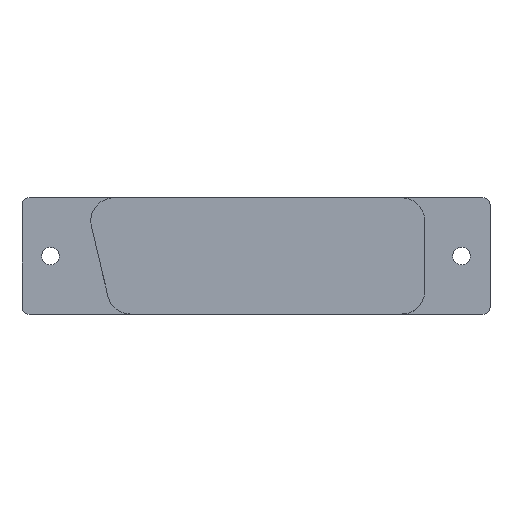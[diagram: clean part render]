
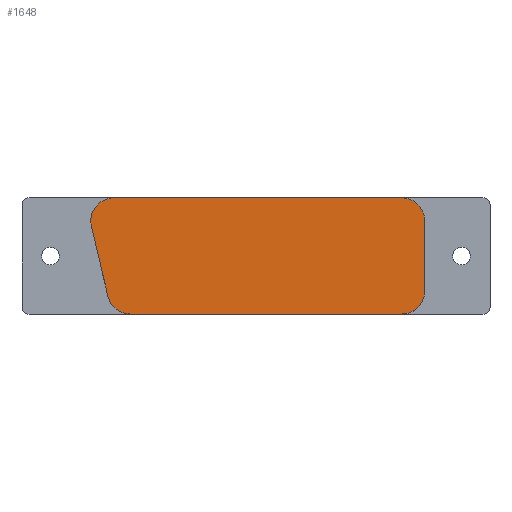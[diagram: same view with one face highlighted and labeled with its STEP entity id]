
A CAD part, top view. The second image highlights one B-rep face of the part: STEP entity #1648.
In plain terms, the highlighted planar face has unit normal (0, 0, 1).
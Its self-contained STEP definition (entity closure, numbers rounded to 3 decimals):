
#418 = VERTEX_POINT('',#419);
#419 = CARTESIAN_POINT('',(-20.,8.2,7.25));
#425 = EDGE_CURVE('',#418,#426,#428,.T.);
#426 = VERTEX_POINT('',#427);
#427 = CARTESIAN_POINT('',(20.5,8.2,7.25));
#428 = LINE('',#429,#430);
#429 = CARTESIAN_POINT('',(-20.,8.2,7.25));
#430 = VECTOR('',#431,1.);
#431 = DIRECTION('',(1.,0.,0.));
#666 = EDGE_CURVE('',#418,#667,#669,.T.);
#667 = VERTEX_POINT('',#668);
#668 = CARTESIAN_POINT('',(-23.211,4.137,7.25));
#669 = CIRCLE('',#670,3.3);
#670 = AXIS2_PLACEMENT_3D('',#671,#672,#673);
#671 = CARTESIAN_POINT('',(-20.,4.9,7.25));
#672 = DIRECTION('',(0.,0.,1.));
#673 = DIRECTION('',(1.,0.,0.));
#691 = EDGE_CURVE('',#667,#692,#694,.T.);
#692 = VERTEX_POINT('',#693);
#693 = CARTESIAN_POINT('',(-20.881,-5.663,7.25));
#694 = LINE('',#695,#696);
#695 = CARTESIAN_POINT('',(-23.211,4.137,7.25));
#696 = VECTOR('',#697,1.);
#697 = DIRECTION('',(0.231,-0.973,0.));
#715 = EDGE_CURVE('',#692,#716,#718,.T.);
#716 = VERTEX_POINT('',#717);
#717 = CARTESIAN_POINT('',(-17.671,-8.2,7.25));
#718 = CIRCLE('',#719,3.3);
#719 = AXIS2_PLACEMENT_3D('',#720,#721,#722);
#720 = CARTESIAN_POINT('',(-17.671,-4.9,7.25));
#721 = DIRECTION('',(0.,0.,1.));
#722 = DIRECTION('',(1.,0.,0.));
#1628 = VERTEX_POINT('',#1629);
#1629 = CARTESIAN_POINT('',(23.8,4.9,7.25));
#1635 = EDGE_CURVE('',#1628,#426,#1636,.T.);
#1636 = CIRCLE('',#1637,3.3);
#1637 = AXIS2_PLACEMENT_3D('',#1638,#1639,#1640);
#1638 = CARTESIAN_POINT('',(20.5,4.9,7.25));
#1639 = DIRECTION('',(0.,0.,1.));
#1640 = DIRECTION('',(1.,0.,0.));
#1648 = ADVANCED_FACE('',(#1649),#1679,.T.);
#1649 = FACE_BOUND('',#1650,.F.);
#1650 = EDGE_LOOP('',(#1651,#1652,#1653,#1661,#1670,#1676,#1677,#1678));
#1651 = ORIENTED_EDGE('',*,*,#425,.T.);
#1652 = ORIENTED_EDGE('',*,*,#1635,.F.);
#1653 = ORIENTED_EDGE('',*,*,#1654,.T.);
#1654 = EDGE_CURVE('',#1628,#1655,#1657,.T.);
#1655 = VERTEX_POINT('',#1656);
#1656 = CARTESIAN_POINT('',(23.8,-4.9,7.25));
#1657 = LINE('',#1658,#1659);
#1658 = CARTESIAN_POINT('',(23.8,4.9,7.25));
#1659 = VECTOR('',#1660,1.);
#1660 = DIRECTION('',(0.,-1.,0.));
#1661 = ORIENTED_EDGE('',*,*,#1662,.F.);
#1662 = EDGE_CURVE('',#1663,#1655,#1665,.T.);
#1663 = VERTEX_POINT('',#1664);
#1664 = CARTESIAN_POINT('',(20.5,-8.2,7.25));
#1665 = CIRCLE('',#1666,3.3);
#1666 = AXIS2_PLACEMENT_3D('',#1667,#1668,#1669);
#1667 = CARTESIAN_POINT('',(20.5,-4.9,7.25));
#1668 = DIRECTION('',(0.,0.,1.));
#1669 = DIRECTION('',(1.,0.,0.));
#1670 = ORIENTED_EDGE('',*,*,#1671,.T.);
#1671 = EDGE_CURVE('',#1663,#716,#1672,.T.);
#1672 = LINE('',#1673,#1674);
#1673 = CARTESIAN_POINT('',(20.5,-8.2,7.25));
#1674 = VECTOR('',#1675,1.);
#1675 = DIRECTION('',(-1.,0.,0.));
#1676 = ORIENTED_EDGE('',*,*,#715,.F.);
#1677 = ORIENTED_EDGE('',*,*,#691,.F.);
#1678 = ORIENTED_EDGE('',*,*,#666,.F.);
#1679 = PLANE('',#1680);
#1680 = AXIS2_PLACEMENT_3D('',#1681,#1682,#1683);
#1681 = CARTESIAN_POINT('',(0.763,0.155,7.25));
#1682 = DIRECTION('',(0.,0.,1.));
#1683 = DIRECTION('',(0.,1.,0.));
